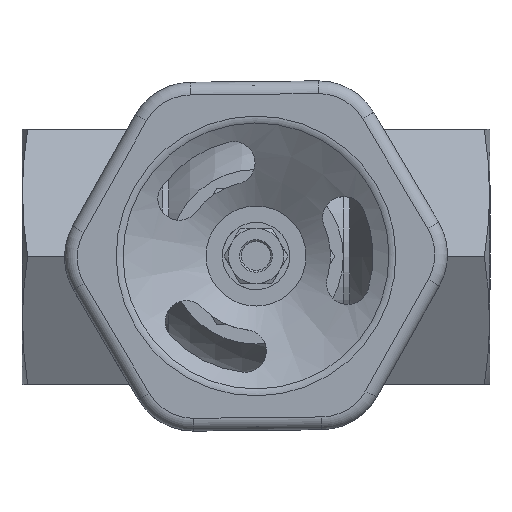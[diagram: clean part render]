
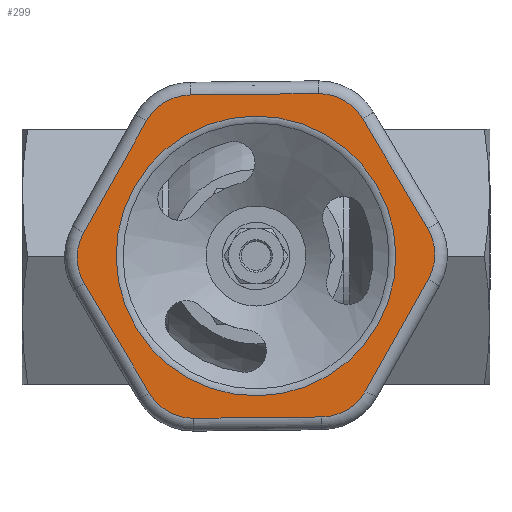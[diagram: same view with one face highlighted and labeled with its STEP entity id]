
A CAD part, top view. The second image highlights one B-rep face of the part: STEP entity #299.
In plain terms, the highlighted planar face has unit normal (0, 0, 1).
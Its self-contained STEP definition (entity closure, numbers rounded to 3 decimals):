
#299 = ADVANCED_FACE( '', ( #782, #783 ), #784, .T. );
#782 = FACE_OUTER_BOUND( '', #1616, .T. );
#783 = FACE_BOUND( '', #1617, .T. );
#784 = PLANE( '', #1618 );
#1616 = EDGE_LOOP( '', ( #2697, #2698, #2699, #2700, #2701, #2702, #2703, #2704, #2705, #2706, #2707, #2708 ) );
#1617 = EDGE_LOOP( '', ( #2709 ) );
#1618 = AXIS2_PLACEMENT_3D( '', #2710, #2711, #2712 );
#2697 = ORIENTED_EDGE( '', *, *, #4402, .T. );
#2698 = ORIENTED_EDGE( '', *, *, #4403, .T. );
#2699 = ORIENTED_EDGE( '', *, *, #4404, .T. );
#2700 = ORIENTED_EDGE( '', *, *, #4405, .T. );
#2701 = ORIENTED_EDGE( '', *, *, #4326, .T. );
#2702 = ORIENTED_EDGE( '', *, *, #4406, .T. );
#2703 = ORIENTED_EDGE( '', *, *, #4407, .T. );
#2704 = ORIENTED_EDGE( '', *, *, #4408, .T. );
#2705 = ORIENTED_EDGE( '', *, *, #4409, .T. );
#2706 = ORIENTED_EDGE( '', *, *, #4410, .T. );
#2707 = ORIENTED_EDGE( '', *, *, #4411, .T. );
#2708 = ORIENTED_EDGE( '', *, *, #4412, .T. );
#2709 = ORIENTED_EDGE( '', *, *, #4413, .T. );
#2710 = CARTESIAN_POINT( '', ( -24.105, 40.747, 131.823 ) );
#2711 = DIRECTION( '', ( 0., 0., 1. ) );
#2712 = DIRECTION( '', ( 1., 0., 0. ) );
#4326 = EDGE_CURVE( '', #5065, #5063, #5066, .T. );
#4402 = EDGE_CURVE( '', #5191, #5192, #5193, .T. );
#4403 = EDGE_CURVE( '', #5192, #5194, #5195, .T. );
#4404 = EDGE_CURVE( '', #5194, #5196, #5197, .T. );
#4405 = EDGE_CURVE( '', #5196, #5065, #5198, .T. );
#4406 = EDGE_CURVE( '', #5063, #5199, #5200, .T. );
#4407 = EDGE_CURVE( '', #5199, #5201, #5202, .T. );
#4408 = EDGE_CURVE( '', #5201, #5203, #5204, .T. );
#4409 = EDGE_CURVE( '', #5203, #5205, #5206, .T. );
#4410 = EDGE_CURVE( '', #5205, #5207, #5208, .T. );
#4411 = EDGE_CURVE( '', #5207, #5209, #5210, .T. );
#4412 = EDGE_CURVE( '', #5209, #5191, #5211, .T. );
#4413 = EDGE_CURVE( '', #5212, #5212, #5213, .T. );
#5063 = VERTEX_POINT( '', #6221 );
#5065 = VERTEX_POINT( '', #6223 );
#5066 = LINE( '', #6224, #6225 );
#5191 = VERTEX_POINT( '', #6623 );
#5192 = VERTEX_POINT( '', #6624 );
#5193 = LINE( '', #6625, #6626 );
#5194 = VERTEX_POINT( '', #6627 );
#5195 = CIRCLE( '', #6628, 12. );
#5196 = VERTEX_POINT( '', #6629 );
#5197 = LINE( '', #6630, #6631 );
#5198 = CIRCLE( '', #6632, 12. );
#5199 = VERTEX_POINT( '', #6633 );
#5200 = CIRCLE( '', #6634, 12. );
#5201 = VERTEX_POINT( '', #6635 );
#5202 = LINE( '', #6636, #6637 );
#5203 = VERTEX_POINT( '', #6638 );
#5204 = CIRCLE( '', #6639, 12. );
#5205 = VERTEX_POINT( '', #6640 );
#5206 = LINE( '', #6641, #6642 );
#5207 = VERTEX_POINT( '', #6643 );
#5208 = CIRCLE( '', #6644, 12. );
#5209 = VERTEX_POINT( '', #6645 );
#5210 = LINE( '', #6646, #6647 );
#5211 = CIRCLE( '', #6648, 12. );
#5212 = VERTEX_POINT( '', #6649 );
#5213 = CIRCLE( '', #6650, 32.88 );
#6221 = CARTESIAN_POINT( '', ( 40.476, -5.571, 131.823 ) );
#6223 = CARTESIAN_POINT( '', ( 25.741, -31.729, 131.823 ) );
#6224 = CARTESIAN_POINT( '', ( 40.476, -5.571, 131.823 ) );
#6225 = VECTOR( '', #8684, 1000. );
#6623 = CARTESIAN_POINT( '', ( -40.349, -6.428, 131.823 ) );
#6624 = CARTESIAN_POINT( '', ( -25.063, -32.268, 131.823 ) );
#6625 = CARTESIAN_POINT( '', ( -25.063, -32.268, 131.823 ) );
#6626 = VECTOR( '', #8755, 1000. );
#6627 = CARTESIAN_POINT( '', ( -14.607, -38.157, 131.823 ) );
#6628 = AXIS2_PLACEMENT_3D( '', #8756, #8757, #8758 );
#6629 = CARTESIAN_POINT( '', ( 15.413, -37.839, 131.823 ) );
#6630 = CARTESIAN_POINT( '', ( 15.413, -37.839, 131.823 ) );
#6631 = VECTOR( '', #8759, 1000. );
#6632 = AXIS2_PLACEMENT_3D( '', #8760, #8761, #8762 );
#6633 = CARTESIAN_POINT( '', ( 40.349, 6.428, 131.823 ) );
#6634 = AXIS2_PLACEMENT_3D( '', #8763, #8764, #8765 );
#6635 = CARTESIAN_POINT( '', ( 25.063, 32.268, 131.823 ) );
#6636 = CARTESIAN_POINT( '', ( 25.063, 32.268, 131.823 ) );
#6637 = VECTOR( '', #8766, 1000. );
#6638 = CARTESIAN_POINT( '', ( 14.607, 38.157, 131.823 ) );
#6639 = AXIS2_PLACEMENT_3D( '', #8767, #8768, #8769 );
#6640 = CARTESIAN_POINT( '', ( -15.413, 37.839, 131.823 ) );
#6641 = CARTESIAN_POINT( '', ( -15.413, 37.839, 131.823 ) );
#6642 = VECTOR( '', #8770, 1000. );
#6643 = CARTESIAN_POINT( '', ( -25.741, 31.729, 131.823 ) );
#6644 = AXIS2_PLACEMENT_3D( '', #8771, #8772, #8773 );
#6645 = CARTESIAN_POINT( '', ( -40.476, 5.571, 131.823 ) );
#6646 = CARTESIAN_POINT( '', ( -40.476, 5.571, 131.823 ) );
#6647 = VECTOR( '', #8774, 1000. );
#6648 = AXIS2_PLACEMENT_3D( '', #8775, #8776, #8777 );
#6649 = CARTESIAN_POINT( '', ( 28.299, 16.741, 131.823 ) );
#6650 = AXIS2_PLACEMENT_3D( '', #8778, #8779, #8780 );
#8684 = DIRECTION( '', ( 0.491, 0.871, 0. ) );
#8755 = DIRECTION( '', ( 0.509, -0.861, 0. ) );
#8756 = CARTESIAN_POINT( '', ( -14.734, -26.158, 131.823 ) );
#8757 = DIRECTION( '', ( 0., 0., 1. ) );
#8758 = DIRECTION( '', ( 0.861, 0.509, 0. ) );
#8759 = DIRECTION( '', ( 1., 0.011, 0. ) );
#8760 = CARTESIAN_POINT( '', ( 15.286, -25.839, 131.823 ) );
#8761 = DIRECTION( '', ( 0., 0., 1. ) );
#8762 = DIRECTION( '', ( 0.861, 0.509, 0. ) );
#8763 = CARTESIAN_POINT( '', ( 30.021, 0.318, 131.823 ) );
#8764 = DIRECTION( '', ( 0., 0., 1. ) );
#8765 = DIRECTION( '', ( 0.861, 0.509, 0. ) );
#8766 = DIRECTION( '', ( -0.509, 0.861, 0. ) );
#8767 = CARTESIAN_POINT( '', ( 14.734, 26.158, 131.823 ) );
#8768 = DIRECTION( '', ( 0., 0., 1. ) );
#8769 = DIRECTION( '', ( 0.861, 0.509, 0. ) );
#8770 = DIRECTION( '', ( -1., -0.011, 0. ) );
#8771 = CARTESIAN_POINT( '', ( -15.286, 25.839, 131.823 ) );
#8772 = DIRECTION( '', ( 0., 0., 1. ) );
#8773 = DIRECTION( '', ( 0.861, 0.509, 0. ) );
#8774 = DIRECTION( '', ( -0.491, -0.871, 0. ) );
#8775 = CARTESIAN_POINT( '', ( -30.021, -0.318, 131.823 ) );
#8776 = DIRECTION( '', ( 0., 0., 1. ) );
#8777 = DIRECTION( '', ( 0.861, 0.509, 0. ) );
#8778 = CARTESIAN_POINT( '', ( 0., 0., 131.823 ) );
#8779 = DIRECTION( '', ( 0., 0., -1. ) );
#8780 = DIRECTION( '', ( 0.861, 0.509, 0. ) );
